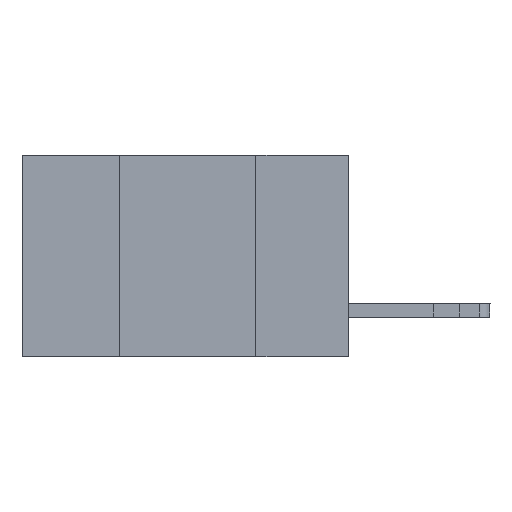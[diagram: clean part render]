
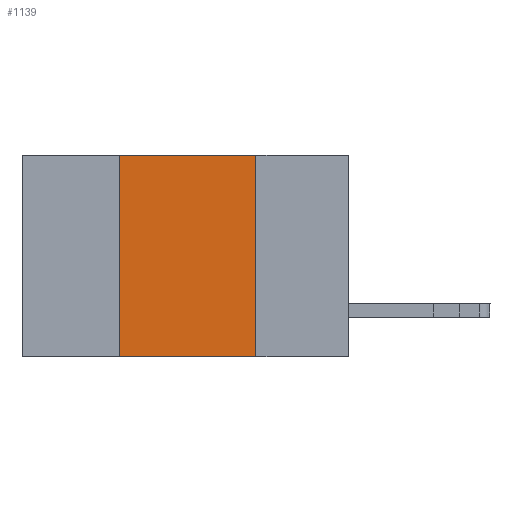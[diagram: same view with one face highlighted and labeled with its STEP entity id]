
A CAD part, left-side view. The second image highlights one B-rep face of the part: STEP entity #1139.
In plain terms, the highlighted planar face has unit normal (-1, 0, 0).
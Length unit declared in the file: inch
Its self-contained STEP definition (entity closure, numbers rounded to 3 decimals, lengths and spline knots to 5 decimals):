
#1139 = ADVANCED_FACE ( 'NONE', ( #8226 ), #11987, .F. ) ;
#1376 = CARTESIAN_POINT ( 'NONE',  ( 0., 0.17, 0. ) ) ;
#1538 = EDGE_CURVE ( 'NONE', #8582, #4646, #9674, .T. ) ;
#1858 = CARTESIAN_POINT ( 'NONE',  ( 0., 0.17, -0.37 ) ) ;
#2624 = EDGE_CURVE ( 'NONE', #8582, #17563, #19579, .T. ) ;
#3300 = ORIENTED_EDGE ( 'NONE', *, *, #2624, .T. ) ;
#4646 = VERTEX_POINT ( 'NONE', #13548 ) ;
#5035 = VECTOR ( 'NONE', #19699, 39.37008 ) ;
#7601 = EDGE_LOOP ( 'NONE', ( #19287, #15199, #19078, #3300 ) ) ;
#8226 = FACE_OUTER_BOUND ( 'NONE', #7601, .T. ) ;
#8582 = VERTEX_POINT ( 'NONE', #12029 ) ;
#8741 = CARTESIAN_POINT ( 'NONE',  ( 0., 0.6, -0.37 ) ) ;
#9068 = CARTESIAN_POINT ( 'NONE',  ( 0., 0.6, 0. ) ) ;
#9674 = LINE ( 'NONE', #12617, #5035 ) ;
#9783 = VECTOR ( 'NONE', #10646, 39.37008 ) ;
#10646 = DIRECTION ( 'NONE',  ( 0., -1., 0. ) ) ;
#11294 = CARTESIAN_POINT ( 'NONE',  ( 0., 0.6, 0. ) ) ;
#11309 = DIRECTION ( 'NONE',  ( 0., 0., -1. ) ) ;
#11987 = PLANE ( 'NONE',  #12963 ) ;
#12029 = CARTESIAN_POINT ( 'NONE',  ( 0., 0.42, -0.37 ) ) ;
#12126 = DIRECTION ( 'NONE',  ( 0., -1., 0. ) ) ;
#12187 = DIRECTION ( 'NONE',  ( 0., 0., -1. ) ) ;
#12224 = DIRECTION ( 'NONE',  ( 1., 0., 0. ) ) ;
#12472 = EDGE_CURVE ( 'NONE', #13625, #17563, #13477, .T. ) ;
#12617 = CARTESIAN_POINT ( 'NONE',  ( 0., 0.42, -0.37 ) ) ;
#12963 = AXIS2_PLACEMENT_3D ( 'NONE', #11294, #12224, #12187 ) ;
#12991 = VECTOR ( 'NONE', #11309, 39.37008 ) ;
#13477 = LINE ( 'NONE', #1858, #12991 ) ;
#13548 = CARTESIAN_POINT ( 'NONE',  ( 0., 0.42, 0. ) ) ;
#13625 = VERTEX_POINT ( 'NONE', #1376 ) ;
#13860 = LINE ( 'NONE', #9068, #9783 ) ;
#15199 = ORIENTED_EDGE ( 'NONE', *, *, #18463, .F. ) ;
#15728 = VECTOR ( 'NONE', #12126, 39.37008 ) ;
#17248 = CARTESIAN_POINT ( 'NONE',  ( 0., 0.17, -0.37 ) ) ;
#17563 = VERTEX_POINT ( 'NONE', #17248 ) ;
#18463 = EDGE_CURVE ( 'NONE', #4646, #13625, #13860, .T. ) ;
#19078 = ORIENTED_EDGE ( 'NONE', *, *, #1538, .F. ) ;
#19287 = ORIENTED_EDGE ( 'NONE', *, *, #12472, .F. ) ;
#19579 = LINE ( 'NONE', #8741, #15728 ) ;
#19699 = DIRECTION ( 'NONE',  ( 0., 0., 1. ) ) ;
